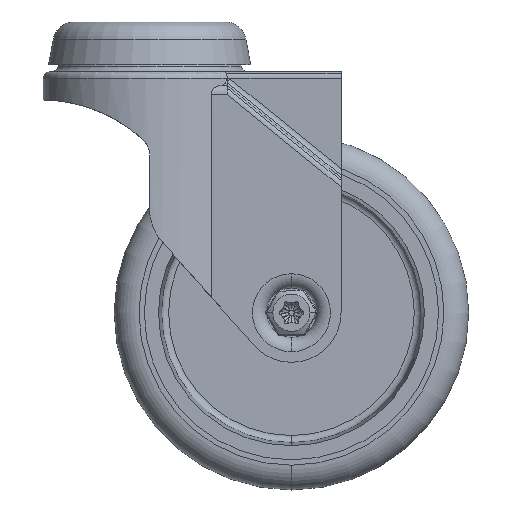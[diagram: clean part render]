
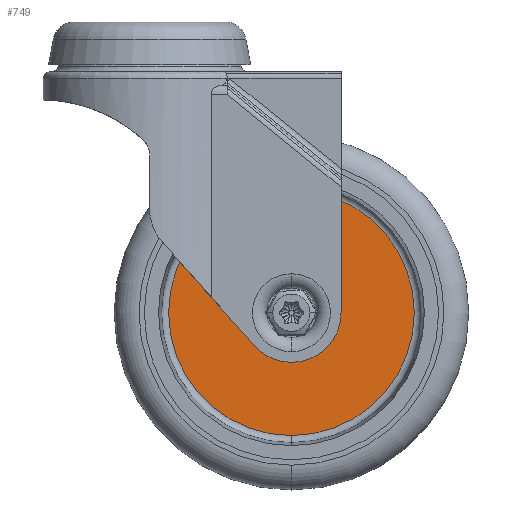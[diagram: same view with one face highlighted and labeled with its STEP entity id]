
A CAD part, front view. The second image highlights one B-rep face of the part: STEP entity #749.
In plain terms, the highlighted planar face has unit normal (0, -1, 0).
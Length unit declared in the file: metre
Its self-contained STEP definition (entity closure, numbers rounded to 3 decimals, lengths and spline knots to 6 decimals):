
#749=ADVANCED_FACE('0:2242',(#1402,#1403),#1404,.T.);
#1402=FACE_OUTER_BOUND('',#4131,.T.);
#1403=FACE_BOUND('',#4132,.T.);
#1404=PLANE('',#4133);
#4131=EDGE_LOOP('',(#9750,#9751));
#4132=EDGE_LOOP('',(#9752,#9753));
#4133=AXIS2_PLACEMENT_3D('',#9754,#9755,#9756);
#9750=ORIENTED_EDGE('',*,*,#11839,.F.);
#9751=ORIENTED_EDGE('',*,*,#11793,.F.);
#9752=ORIENTED_EDGE('',*,*,#11838,.T.);
#9753=ORIENTED_EDGE('',*,*,#11798,.T.);
#9754=CARTESIAN_POINT('',(0.0,-0.00275,0.023073));
#9755=DIRECTION('',(0.0,-1.0,0.));
#9756=DIRECTION('',(0.0,0.,-1.0));
#11793=EDGE_CURVE('0:2293',#12968,#12970,#12971,.T.);
#11798=EDGE_CURVE('0:2290',#12974,#12978,#12980,.T.);
#11838=EDGE_CURVE('0:2290',#12978,#12974,#13042,.T.);
#11839=EDGE_CURVE('0:2293',#12970,#12968,#13043,.T.);
#12968=VERTEX_POINT('',#15874);
#12970=VERTEX_POINT('',#15876);
#12971=CIRCLE('',#15877,0.034645);
#12974=VERTEX_POINT('',#15880);
#12978=VERTEX_POINT('',#15884);
#12980=CIRCLE('',#15886,0.0115);
#13042=CIRCLE('',#15960,0.0115);
#13043=CIRCLE('',#15961,0.034645);
#15874=CARTESIAN_POINT('',(0.,-0.00275,-0.034645));
#15876=CARTESIAN_POINT('',(0.0,-0.00275,0.034645));
#15877=AXIS2_PLACEMENT_3D('',#19871,#19872,#19873);
#15880=CARTESIAN_POINT('',(0.,-0.00275,-0.0115));
#15884=CARTESIAN_POINT('',(0.0,-0.00275,0.0115));
#15886=AXIS2_PLACEMENT_3D('',#19886,#19887,#19888);
#15960=AXIS2_PLACEMENT_3D('',#19982,#19983,#19984);
#15961=AXIS2_PLACEMENT_3D('',#19985,#19986,#19987);
#19871=CARTESIAN_POINT('',(0.0,-0.00275,0.0));
#19872=DIRECTION('',(0.0,1.0,0.0));
#19873=DIRECTION('',(0.0,0.0,1.0));
#19886=CARTESIAN_POINT('',(0.0,-0.00275,0.0));
#19887=DIRECTION('',(0.0,1.0,0.0));
#19888=DIRECTION('',(0.0,0.0,1.0));
#19982=CARTESIAN_POINT('',(0.0,-0.00275,0.0));
#19983=DIRECTION('',(0.0,1.0,0.0));
#19984=DIRECTION('',(0.0,0.0,1.0));
#19985=CARTESIAN_POINT('',(0.0,-0.00275,0.0));
#19986=DIRECTION('',(0.0,1.0,0.0));
#19987=DIRECTION('',(0.0,0.0,1.0));
